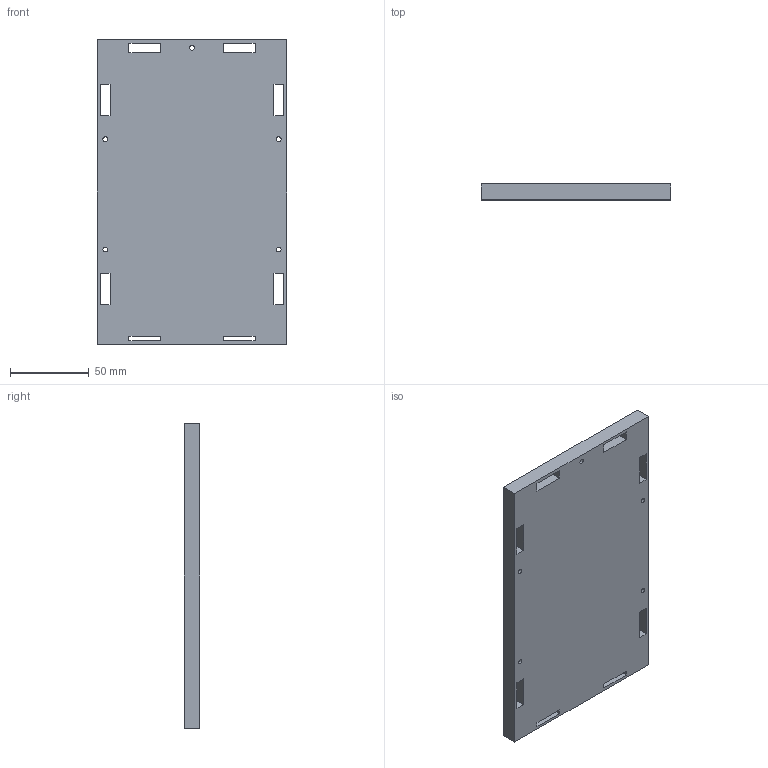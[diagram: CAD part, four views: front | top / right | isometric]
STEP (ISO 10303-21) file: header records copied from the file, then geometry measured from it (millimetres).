
FILE_DESCRIPTION( ( '' ), ' ' );
FILE_NAME( '57339237e4b0a3372ef50cfe.step', '2016-05-11T20:12:40', ( '' ), ( '' ), ' ', ' ', ' ' );
FILE_SCHEMA( ( 'AUTOMOTIVE_DESIGN { 1 0 10303 214 1 1 1 1 }' ) );
Length unit declared in the file: metre
Products named in the file (1): Bottom
Bounding box: 120 x 10 x 193 mm (x, y, z)
Volume: 222846.6 mm3; surface area: 55340.6 mm2
Topology: 1 solids, 1 shells, 43 faces, 123 edges, 82 vertices
Faces by surface type: plane 38, cylinder 5
Full cylindrical faces by diameter (mm): 3 x5
Entity records: 1774 total; most frequent: CARTESIAN_POINT 244, ORIENTED_EDGE 236, DIRECTION 216, EDGE_CURVE 118, LINE 108, VECTOR 108, VERTEX_POINT 82, EDGE_LOOP 74
